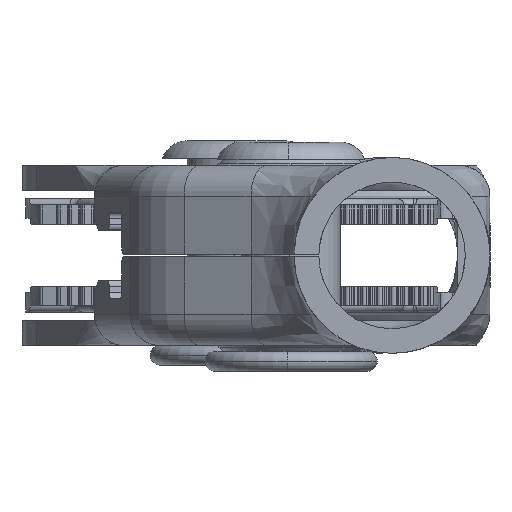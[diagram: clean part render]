
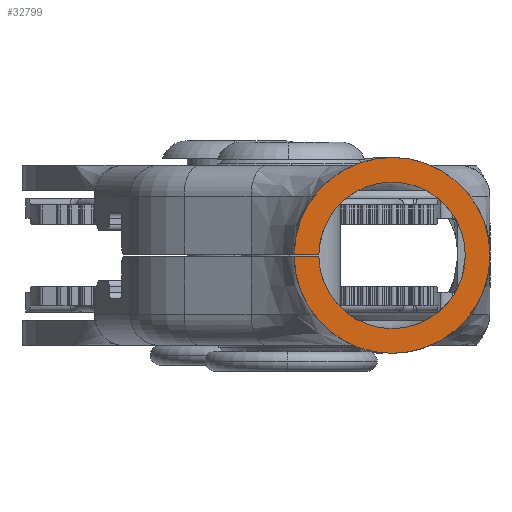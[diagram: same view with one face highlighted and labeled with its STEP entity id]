
A CAD part, left-side view. The second image highlights one B-rep face of the part: STEP entity #32799.
In plain terms, the highlighted face is planar.
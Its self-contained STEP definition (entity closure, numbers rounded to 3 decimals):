
#890 = VERTEX_POINT ( 'NONE', #40491 ) ;
#3362 = AXIS2_PLACEMENT_3D ( 'NONE', #41778, #34851, #17867 ) ;
#3684 = AXIS2_PLACEMENT_3D ( 'NONE', #24409, #9432, #38939 ) ;
#4605 = AXIS2_PLACEMENT_3D ( 'NONE', #29626, #16003, #43673 ) ;
#4980 = CIRCLE ( 'NONE', #31594, 7.95 ) ;
#5143 = DIRECTION ( 'NONE',  ( 0., 0., -1. ) ) ;
#5766 = DIRECTION ( 'NONE',  ( 1., 0., 0. ) ) ;
#5839 = ORIENTED_EDGE ( 'NONE', *, *, #34944, .F. ) ;
#7498 = CARTESIAN_POINT ( 'NONE',  ( -0.1, -78.4, -4.701 ) ) ;
#8391 = LINE ( 'NONE', #15056, #12698 ) ;
#9363 = DIRECTION ( 'NONE',  ( 0., -1., 0. ) ) ;
#9432 = DIRECTION ( 'NONE',  ( 0., -1., 0. ) ) ;
#9607 = VERTEX_POINT ( 'NONE', #27369 ) ;
#10490 = AXIS2_PLACEMENT_3D ( 'NONE', #23251, #41607, #37784 ) ;
#11748 = VERTEX_POINT ( 'NONE', #38180 ) ;
#12124 = DIRECTION ( 'NONE',  ( 0., -1., 0. ) ) ;
#12527 = CARTESIAN_POINT ( 'NONE',  ( 0.1, -78.4, -12.65 ) ) ;
#12698 = VECTOR ( 'NONE', #40524, 1000. ) ;
#12732 = CARTESIAN_POINT ( 'NONE',  ( 0.1, -78.4, -4.701 ) ) ;
#13207 = DIRECTION ( 'NONE',  ( 0., -1., 0. ) ) ;
#13219 = EDGE_CURVE ( 'NONE', #23524, #23206, #8391, .T. ) ;
#13921 = ORIENTED_EDGE ( 'NONE', *, *, #36091, .T. ) ;
#15056 = CARTESIAN_POINT ( 'NONE',  ( -0.1, -78.4, -12.65 ) ) ;
#16003 = DIRECTION ( 'NONE',  ( 0., -1., 0. ) ) ;
#17867 = DIRECTION ( 'NONE',  ( 1., 0., 0. ) ) ;
#18667 = ORIENTED_EDGE ( 'NONE', *, *, #13219, .F. ) ;
#20812 = CARTESIAN_POINT ( 'NONE',  ( 0., -78.4, -12.65 ) ) ;
#21613 = VERTEX_POINT ( 'NONE', #35148 ) ;
#22019 = AXIS2_PLACEMENT_3D ( 'NONE', #22753, #9363, #5766 ) ;
#22753 = CARTESIAN_POINT ( 'NONE',  ( 0., -78.4, -12.65 ) ) ;
#22821 = CARTESIAN_POINT ( 'NONE',  ( 0., -78.4, -12.65 ) ) ;
#23206 = VERTEX_POINT ( 'NONE', #39482 ) ;
#23251 = CARTESIAN_POINT ( 'NONE',  ( 0., -78.4, -12.65 ) ) ;
#23524 = VERTEX_POINT ( 'NONE', #7498 ) ;
#23928 = CIRCLE ( 'NONE', #3362, 5.95 ) ;
#24409 = CARTESIAN_POINT ( 'NONE',  ( 0., -78.4, -12.65 ) ) ;
#24870 = VERTEX_POINT ( 'NONE', #27613 ) ;
#25002 = ORIENTED_EDGE ( 'NONE', *, *, #44282, .F. ) ;
#25216 = ORIENTED_EDGE ( 'NONE', *, *, #40234, .T. ) ;
#26179 = AXIS2_PLACEMENT_3D ( 'NONE', #22821, #12124, #32817 ) ;
#26567 = CIRCLE ( 'NONE', #22019, 7.95 ) ;
#26971 = CIRCLE ( 'NONE', #26179, 5.95 ) ;
#27312 = FACE_OUTER_BOUND ( 'NONE', #28605, .T. ) ;
#27369 = CARTESIAN_POINT ( 'NONE',  ( 5.95, -78.4, -12.65 ) ) ;
#27613 = CARTESIAN_POINT ( 'NONE',  ( -5.95, -78.4, -12.65 ) ) ;
#28605 = EDGE_LOOP ( 'NONE', ( #34503, #18667, #25216, #13921, #29515, #34939, #25002, #5839 ) ) ;
#29515 = ORIENTED_EDGE ( 'NONE', *, *, #42859, .T. ) ;
#29539 = VERTEX_POINT ( 'NONE', #12732 ) ;
#29626 = CARTESIAN_POINT ( 'NONE',  ( 0., -78.4, -12.65 ) ) ;
#31594 = AXIS2_PLACEMENT_3D ( 'NONE', #20812, #13207, #42938 ) ;
#32799 = ADVANCED_FACE ( 'NONE', ( #27312 ), #45145, .T. ) ;
#32817 = DIRECTION ( 'NONE',  ( 1., 0., 0. ) ) ;
#33483 = CIRCLE ( 'NONE', #4605, 5.95 ) ;
#33703 = LINE ( 'NONE', #12527, #38004 ) ;
#34499 = EDGE_CURVE ( 'NONE', #23206, #24870, #26971, .T. ) ;
#34503 = ORIENTED_EDGE ( 'NONE', *, *, #34499, .F. ) ;
#34851 = DIRECTION ( 'NONE',  ( 0., -1., 0. ) ) ;
#34939 = ORIENTED_EDGE ( 'NONE', *, *, #41251, .T. ) ;
#34944 = EDGE_CURVE ( 'NONE', #24870, #9607, #23928, .T. ) ;
#35148 = CARTESIAN_POINT ( 'NONE',  ( -7.95, -78.4, -12.65 ) ) ;
#36091 = EDGE_CURVE ( 'NONE', #21613, #11748, #4980, .T. ) ;
#37784 = DIRECTION ( 'NONE',  ( -1., 0., 0. ) ) ;
#38004 = VECTOR ( 'NONE', #5143, 1000. ) ;
#38180 = CARTESIAN_POINT ( 'NONE',  ( 7.95, -78.4, -12.65 ) ) ;
#38939 = DIRECTION ( 'NONE',  ( 1., 0., 0. ) ) ;
#39482 = CARTESIAN_POINT ( 'NONE',  ( -0.1, -78.4, -6.701 ) ) ;
#40234 = EDGE_CURVE ( 'NONE', #23524, #21613, #44748, .T. ) ;
#40491 = CARTESIAN_POINT ( 'NONE',  ( 0.1, -78.4, -6.701 ) ) ;
#40524 = DIRECTION ( 'NONE',  ( 0., 0., -1. ) ) ;
#41251 = EDGE_CURVE ( 'NONE', #29539, #890, #33703, .T. ) ;
#41607 = DIRECTION ( 'NONE',  ( 0., -1., 0. ) ) ;
#41778 = CARTESIAN_POINT ( 'NONE',  ( 0., -78.4, -12.65 ) ) ;
#42859 = EDGE_CURVE ( 'NONE', #11748, #29539, #26567, .T. ) ;
#42938 = DIRECTION ( 'NONE',  ( 1., 0., 0. ) ) ;
#43673 = DIRECTION ( 'NONE',  ( 1., 0., 0. ) ) ;
#44282 = EDGE_CURVE ( 'NONE', #9607, #890, #33483, .T. ) ;
#44748 = CIRCLE ( 'NONE', #3684, 7.95 ) ;
#45145 = PLANE ( 'NONE',  #10490 ) ;
